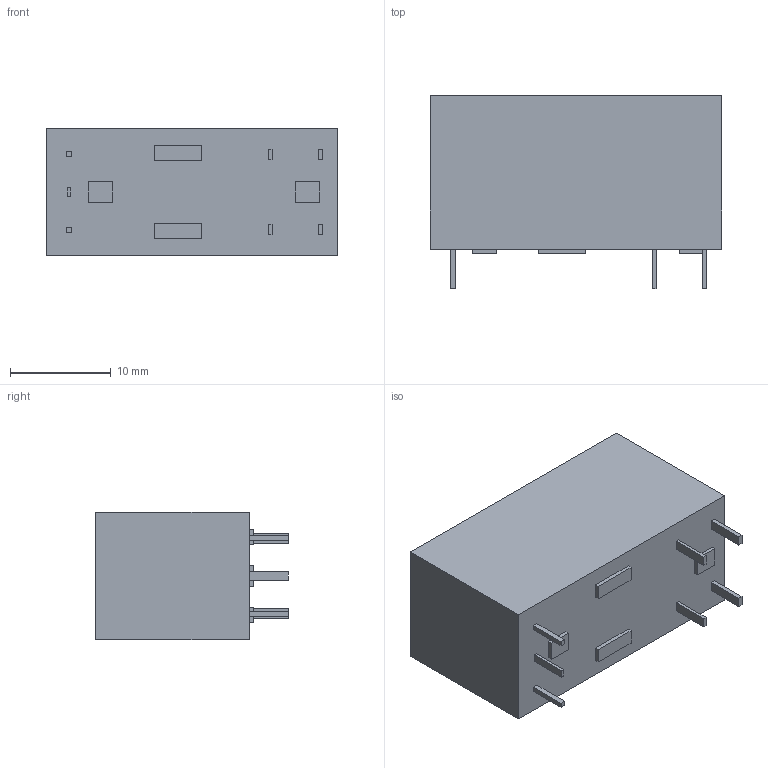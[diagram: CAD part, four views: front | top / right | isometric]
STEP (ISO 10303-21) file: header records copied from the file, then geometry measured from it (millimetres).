
FILE_DESCRIPTION (( 'STEP AP203' ), '1' );
FILE_NAME ('G5RL_K1A_E.step', '2014-06-25T06:26:51', ( 'OSMC1.0 ' ), ( ' ' ), 'SwSTEP 2.0', 'SolidWorks 2002025', '' );
FILE_SCHEMA (( 'CONFIG_CONTROL_DESIGN' ));
Length unit declared in the file: millimetre
Products named in the file (1): G5RL_K1A_E
Bounding box: 29 x 19.2 x 12.7 mm (x, y, z)
Volume: 5636.1 mm3; surface area: 2107.7 mm2
Topology: 1 solids, 1 shells, 74 faces, 174 edges, 116 vertices
Faces by surface type: plane 72, cylinder 2
Entity records: 2159 total; most frequent: CARTESIAN_POINT 365, ORIENTED_EDGE 348, DIRECTION 328, EDGE_CURVE 174, LINE 170, VECTOR 170, VERTEX_POINT 116, EDGE_LOOP 88
